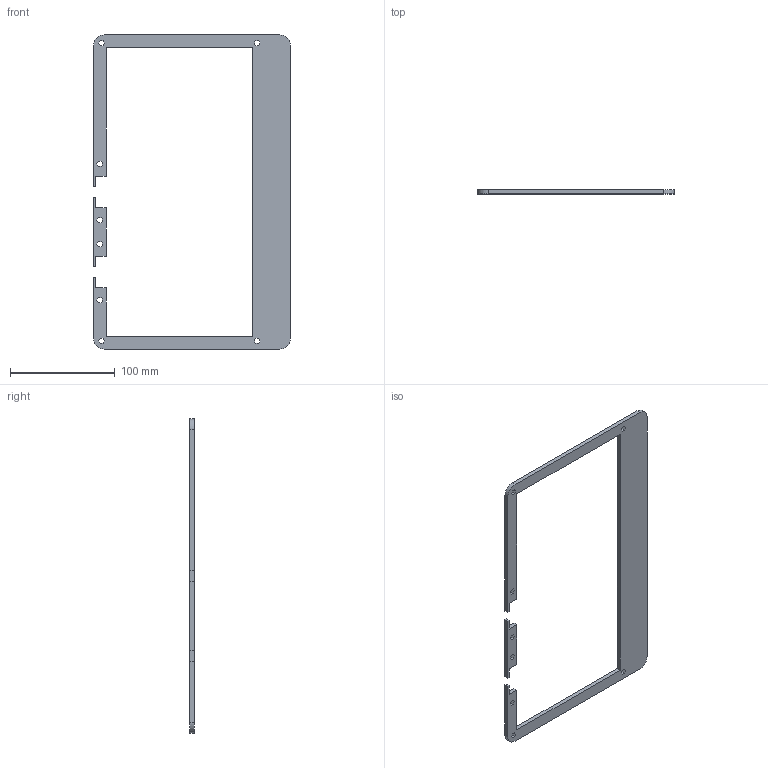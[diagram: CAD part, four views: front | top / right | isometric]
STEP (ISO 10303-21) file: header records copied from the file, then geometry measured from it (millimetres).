
FILE_DESCRIPTION(/* description */ (''),/* implementation_level */ '2;1');
FILE_NAME(/* name */ 'FloorSecond.stp',/* time_stamp */ '2023-10-21T03:51:11+08:00',/* author */ ('nicx5'),/* organization */ (''),/* preprocessor_version */ 'ST-DEVELOPER v19.2',/* originating_system */ 'Autodesk Inventor 2024',/* authorisation */ '');
FILE_SCHEMA (('AUTOMOTIVE_DESIGN { 1 0 10303 214 3 1 1 }'));
Length unit declared in the file: millimetre
Products named in the file (1): FloorSecond
Bounding box: 188 x 4 x 300 mm (x, y, z)
Volume: 67511.4 mm3; surface area: 41482.1 mm2
Topology: 2 solids, 2 shells, 80 faces, 228 edges, 152 vertices
Faces by surface type: plane 76, cylinder 4
Entity records: 2723 total; most frequent: CARTESIAN_POINT 461, ORIENTED_EDGE 456, DIRECTION 398, EDGE_CURVE 228, LINE 220, VECTOR 220, VERTEX_POINT 152, EDGE_LOOP 96
